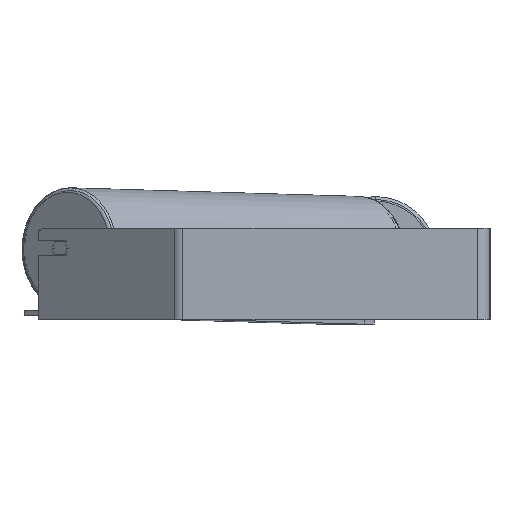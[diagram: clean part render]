
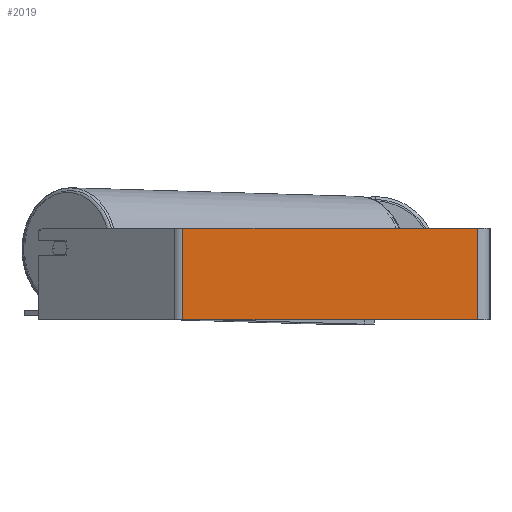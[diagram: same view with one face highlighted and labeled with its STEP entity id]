
A CAD part, left-side view. The second image highlights one B-rep face of the part: STEP entity #2019.
In plain terms, the highlighted planar face has unit normal (-1, 0, 0).
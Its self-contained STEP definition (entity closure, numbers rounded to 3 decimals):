
#1 = EDGE_CURVE ( 'NONE', #8531, #7638, #7765, .T. ) ;
#207 = VERTEX_POINT ( 'NONE', #1621 ) ;
#417 = VECTOR ( 'NONE', #8506, 1000. ) ;
#887 = CARTESIAN_POINT ( 'NONE',  ( -800., 335.93, -50. ) ) ;
#1048 = CARTESIAN_POINT ( 'NONE',  ( -800., 335.93, 50. ) ) ;
#1160 = EDGE_CURVE ( 'NONE', #7638, #207, #2404, .T. ) ;
#1535 = ORIENTED_EDGE ( 'NONE', *, *, #1, .T. ) ;
#1621 = CARTESIAN_POINT ( 'NONE',  ( -800., 14., -50. ) ) ;
#1756 = EDGE_CURVE ( 'NONE', #8531, #9099, #7844, .T. ) ;
#1762 = VECTOR ( 'NONE', #5698, 1000. ) ;
#1851 = PLANE ( 'NONE',  #3132 ) ;
#1979 = CARTESIAN_POINT ( 'NONE',  ( -800., 14., 50. ) ) ;
#2019 = ADVANCED_FACE ( 'NONE', ( #4032 ), #1851, .F. ) ;
#2404 = LINE ( 'NONE', #8960, #4483 ) ;
#2478 = ORIENTED_EDGE ( 'NONE', *, *, #3200, .F. ) ;
#2540 = DIRECTION ( 'NONE',  ( 0., 0., -1. ) ) ;
#3132 = AXIS2_PLACEMENT_3D ( 'NONE', #3331, #4652, #3987 ) ;
#3200 = EDGE_CURVE ( 'NONE', #9099, #207, #3381, .T. ) ;
#3251 = ORIENTED_EDGE ( 'NONE', *, *, #1756, .F. ) ;
#3331 = CARTESIAN_POINT ( 'NONE',  ( -800., 341.026, 50. ) ) ;
#3381 = LINE ( 'NONE', #4798, #417 ) ;
#3987 = DIRECTION ( 'NONE',  ( 0., 0., -1. ) ) ;
#4032 = FACE_OUTER_BOUND ( 'NONE', #6760, .T. ) ;
#4483 = VECTOR ( 'NONE', #4585, 1000. ) ;
#4585 = DIRECTION ( 'NONE',  ( 0., -1., 0. ) ) ;
#4611 = VECTOR ( 'NONE', #2540, 1000. ) ;
#4652 = DIRECTION ( 'NONE',  ( 1., 0., 0. ) ) ;
#4798 = CARTESIAN_POINT ( 'NONE',  ( -800., 14., 50. ) ) ;
#5271 = ORIENTED_EDGE ( 'NONE', *, *, #1160, .T. ) ;
#5698 = DIRECTION ( 'NONE',  ( 0., -1., 0. ) ) ;
#6343 = CARTESIAN_POINT ( 'NONE',  ( -800., 335.93, 50. ) ) ;
#6760 = EDGE_LOOP ( 'NONE', ( #5271, #2478, #3251, #1535 ) ) ;
#7638 = VERTEX_POINT ( 'NONE', #887 ) ;
#7765 = LINE ( 'NONE', #6343, #4611 ) ;
#7844 = LINE ( 'NONE', #9358, #1762 ) ;
#8506 = DIRECTION ( 'NONE',  ( 0., 0., -1. ) ) ;
#8531 = VERTEX_POINT ( 'NONE', #1048 ) ;
#8960 = CARTESIAN_POINT ( 'NONE',  ( -800., 341.026, -50. ) ) ;
#9099 = VERTEX_POINT ( 'NONE', #1979 ) ;
#9358 = CARTESIAN_POINT ( 'NONE',  ( -800., 341.026, 50. ) ) ;
